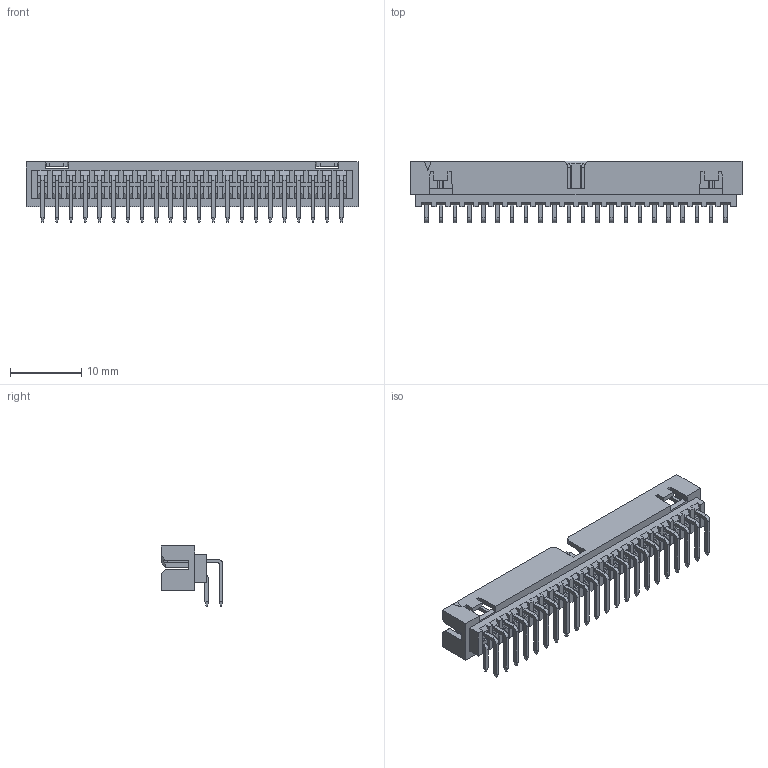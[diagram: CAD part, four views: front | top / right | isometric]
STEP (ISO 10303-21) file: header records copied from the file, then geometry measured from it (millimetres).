
FILE_DESCRIPTION((''),'2;1');
FILE_NAME('878334420','2018-12-13T',('gga'),(''),'PRO/ENGINEER BY PARAMETRIC TECHNOLOGY CORPORATION, 2016010','PRO/ENGINEER BY PARAMETRIC TECHNOLOGY CORPORATION, 2016010','');
FILE_SCHEMA(('CONFIG_CONTROL_DESIGN'));
Length unit declared in the file: millimetre
Products named in the file (1): 878334420
Bounding box: 46.65 x 8.65 x 8.46 mm (x, y, z)
Volume: 848.2 mm3; surface area: 2481.7 mm2
Topology: 1 solids, 1 shells, 1259 faces, 3310 edges, 2116 vertices
Faces by surface type: plane 1169, cylinder 90
Entity records: 37715 total; most frequent: CARTESIAN_POINT 6606, ORIENTED_EDGE 6444, DIRECTION 6096, EDGE_CURVE 3222, VECTOR 3040, LINE 3040, VERTEX_POINT 2028, AXIS2_PLACEMENT_3D 1528
